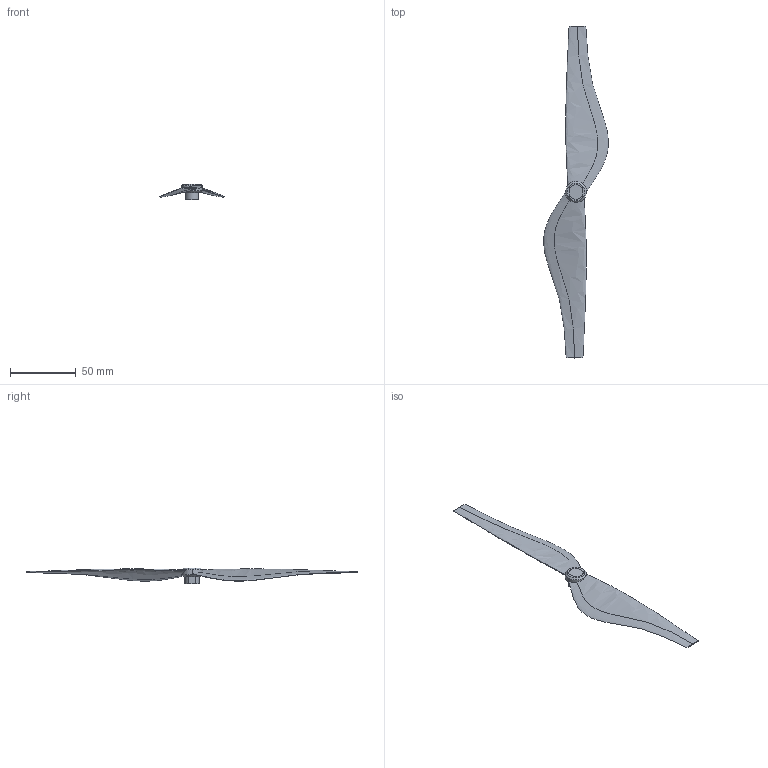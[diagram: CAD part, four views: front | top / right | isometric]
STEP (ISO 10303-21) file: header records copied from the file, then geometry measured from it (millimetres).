
FILE_DESCRIPTION (( 'STEP AP203' ), '1' );
FILE_NAME ('propeller_Predeterminado_sldprt.STEP', '2024-07-08T06:16:01', ( '' ), ( '' ), 'SwSTEP 2.0', 'SolidWorks 2024', '' );
FILE_SCHEMA (( 'CONFIG_CONTROL_DESIGN' ));
Length unit declared in the file: millimetre
Products named in the file (1): propeller_Predeterminado_sldprt
Bounding box: 48.99 x 252.2 x 12 mm (x, y, z)
Volume: 12410.1 mm3; surface area: 12861.4 mm2
Topology: 2 solids, 2 shells, 38 faces, 88 edges, 56 vertices
Faces by surface type: plane 12, cylinder 10, cone 8, bspline 8
Entity records: 1575 total; most frequent: CARTESIAN_POINT 709, ORIENTED_EDGE 176, DIRECTION 134, EDGE_CURVE 88, VERTEX_POINT 56, AXIS2_PLACEMENT_3D 53, EDGE_LOOP 42, ADVANCED_FACE 38
